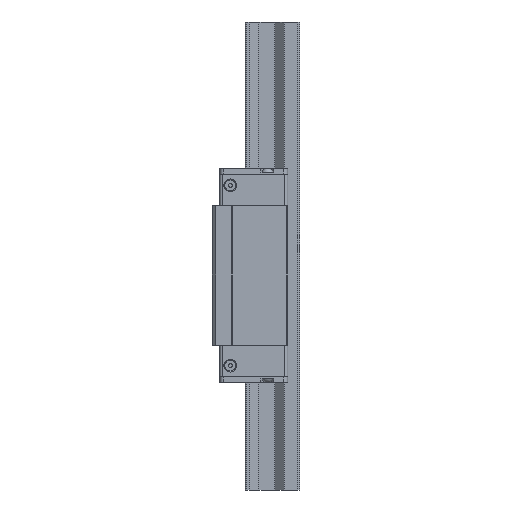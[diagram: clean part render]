
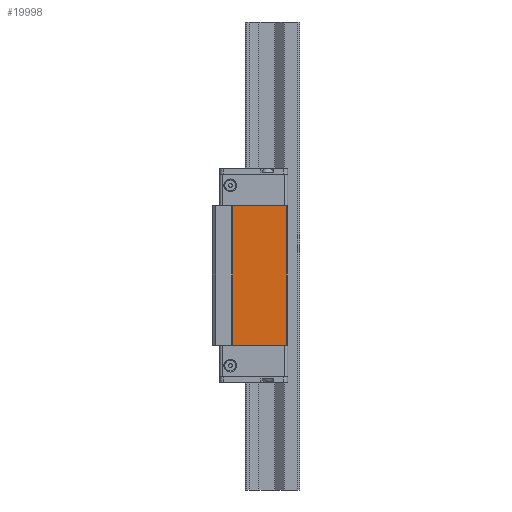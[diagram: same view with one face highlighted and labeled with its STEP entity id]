
A CAD part, left-side view. The second image highlights one B-rep face of the part: STEP entity #19998.
In plain terms, the highlighted planar face has unit normal (-1, 0, 0).
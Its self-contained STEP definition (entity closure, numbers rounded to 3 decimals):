
#495 = VERTEX_POINT ( 'NONE', #3170 ) ;
#1422 = AXIS2_PLACEMENT_3D ( 'NONE', #17069, #51728, #26048 ) ;
#2519 = VERTEX_POINT ( 'NONE', #27669 ) ;
#2569 = CARTESIAN_POINT ( 'NONE',  ( -29.5, -21., -36.95 ) ) ;
#3170 = CARTESIAN_POINT ( 'NONE',  ( -29.5, 7., -35.7 ) ) ;
#5650 = VECTOR ( 'NONE', #28401, 1000. ) ;
#11008 = ORIENTED_EDGE ( 'NONE', *, *, #21134, .T. ) ;
#12182 = VERTEX_POINT ( 'NONE', #39819 ) ;
#14297 = EDGE_CURVE ( 'NONE', #37729, #495, #35026, .T. ) ;
#17069 = CARTESIAN_POINT ( 'NONE',  ( -29.5, 0., -36.95 ) ) ;
#17267 = PLANE ( 'NONE',  #1422 ) ;
#19733 = CARTESIAN_POINT ( 'NONE',  ( -29.5, -500000., 35.7 ) ) ;
#19998 = ADVANCED_FACE ( 'NONE', ( #41980 ), #17267, .T. ) ;
#20959 = EDGE_CURVE ( 'NONE', #495, #2519, #35253, .T. ) ;
#21134 = EDGE_CURVE ( 'NONE', #37729, #12182, #27258, .T. ) ;
#23719 = VECTOR ( 'NONE', #49845, 1000. ) ;
#24628 = DIRECTION ( 'NONE',  ( 0., 1., 0. ) ) ;
#26048 = DIRECTION ( 'NONE',  ( 0., -1., 0. ) ) ;
#27258 = LINE ( 'NONE', #2569, #5650 ) ;
#27669 = CARTESIAN_POINT ( 'NONE',  ( -29.5, 7., 35.7 ) ) ;
#27753 = EDGE_CURVE ( 'NONE', #2519, #12182, #45161, .T. ) ;
#28401 = DIRECTION ( 'NONE',  ( 0., 0., 1. ) ) ;
#33898 = VECTOR ( 'NONE', #43888, 1000. ) ;
#35026 = LINE ( 'NONE', #50321, #43736 ) ;
#35253 = LINE ( 'NONE', #39584, #33898 ) ;
#37729 = VERTEX_POINT ( 'NONE', #38608 ) ;
#38037 = EDGE_LOOP ( 'NONE', ( #45418, #44971, #11008, #54084 ) ) ;
#38608 = CARTESIAN_POINT ( 'NONE',  ( -29.5, -21., -35.7 ) ) ;
#39584 = CARTESIAN_POINT ( 'NONE',  ( -29.5, 7., -36.95 ) ) ;
#39819 = CARTESIAN_POINT ( 'NONE',  ( -29.5, -21., 35.7 ) ) ;
#41980 = FACE_OUTER_BOUND ( 'NONE', #38037, .T. ) ;
#43736 = VECTOR ( 'NONE', #24628, 1000. ) ;
#43888 = DIRECTION ( 'NONE',  ( 0., 0., 1. ) ) ;
#44971 = ORIENTED_EDGE ( 'NONE', *, *, #14297, .F. ) ;
#45161 = LINE ( 'NONE', #19733, #23719 ) ;
#45418 = ORIENTED_EDGE ( 'NONE', *, *, #20959, .F. ) ;
#49845 = DIRECTION ( 'NONE',  ( 0., -1., 0. ) ) ;
#50321 = CARTESIAN_POINT ( 'NONE',  ( -29.5, -500000., -35.7 ) ) ;
#51728 = DIRECTION ( 'NONE',  ( -1., 0., 0. ) ) ;
#54084 = ORIENTED_EDGE ( 'NONE', *, *, #27753, .F. ) ;
